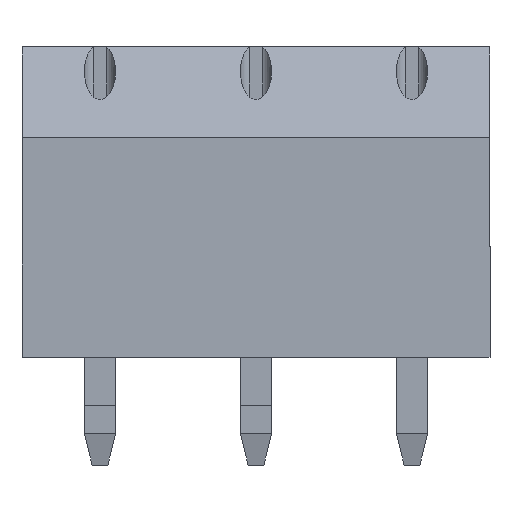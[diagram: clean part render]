
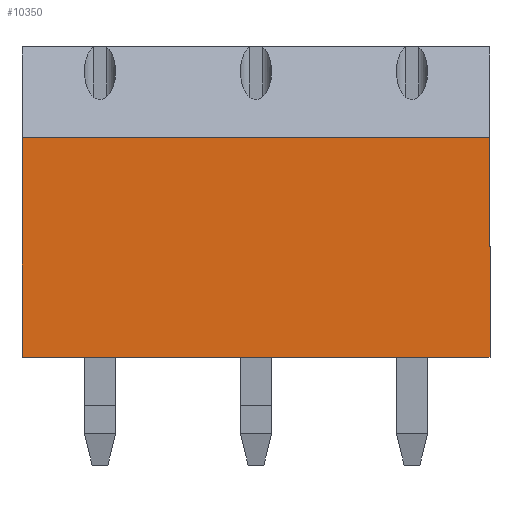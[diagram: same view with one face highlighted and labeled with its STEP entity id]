
A CAD part, left-side view. The second image highlights one B-rep face of the part: STEP entity #10350.
In plain terms, the highlighted planar face has unit normal (-1, 0, 0).
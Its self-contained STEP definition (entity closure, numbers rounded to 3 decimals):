
#1075 = EDGE_CURVE('',#1076,#1078,#1080,.T.);
#1076 = VERTEX_POINT('',#1077);
#1077 = CARTESIAN_POINT('',(14.725,1.55,15.));
#1078 = VERTEX_POINT('',#1079);
#1079 = CARTESIAN_POINT('',(14.725,8.6,15.));
#1080 = SURFACE_CURVE('',#1081,(#1085,#1097),.PCURVE_S1.);
#1081 = LINE('',#1082,#1083);
#1082 = CARTESIAN_POINT('',(14.725,1.6,15.));
#1083 = VECTOR('',#1084,1.);
#1084 = DIRECTION('',(0.,1.,-0.));
#1085 = PCURVE('',#1086,#1091);
#1086 = PLANE('',#1087);
#1087 = AXIS2_PLACEMENT_3D('',#1088,#1089,#1090);
#1088 = CARTESIAN_POINT('',(18.925,1.6,15.));
#1089 = DIRECTION('',(0.,-0.,-1.));
#1090 = DIRECTION('',(0.,1.,-0.));
#1091 = DEFINITIONAL_REPRESENTATION('',(#1092),#1096);
#1092 = LINE('',#1093,#1094);
#1093 = CARTESIAN_POINT('',(0.,-4.2));
#1094 = VECTOR('',#1095,1.);
#1095 = DIRECTION('',(1.,0.));
#1096 = ( GEOMETRIC_REPRESENTATION_CONTEXT(2) 
PARAMETRIC_REPRESENTATION_CONTEXT() REPRESENTATION_CONTEXT('2D SPACE',''
  ) );
#1097 = PCURVE('',#1098,#1103);
#1098 = PLANE('',#1099);
#1099 = AXIS2_PLACEMENT_3D('',#1100,#1101,#1102);
#1100 = CARTESIAN_POINT('',(14.725,1.6,10.));
#1101 = DIRECTION('',(1.,-0.,0.));
#1102 = DIRECTION('',(0.,-0.,-1.));
#1103 = DEFINITIONAL_REPRESENTATION('',(#1104),#1108);
#1104 = LINE('',#1105,#1106);
#1105 = CARTESIAN_POINT('',(-5.,0.));
#1106 = VECTOR('',#1107,1.);
#1107 = DIRECTION('',(-0.,1.));
#1108 = ( GEOMETRIC_REPRESENTATION_CONTEXT(2) 
PARAMETRIC_REPRESENTATION_CONTEXT() REPRESENTATION_CONTEXT('2D SPACE',''
  ) );
#1126 = PLANE('',#1127);
#1127 = AXIS2_PLACEMENT_3D('',#1128,#1129,#1130);
#1128 = CARTESIAN_POINT('',(0.,1.55,0.));
#1129 = DIRECTION('',(0.,1.,0.));
#1130 = DIRECTION('',(0.,-0.,1.));
#1287 = PLANE('',#1288);
#1288 = AXIS2_PLACEMENT_3D('',#1289,#1290,#1291);
#1289 = CARTESIAN_POINT('',(12.743,5.096,10.));
#1290 = DIRECTION('',(-0.87,0.492,0.));
#1291 = DIRECTION('',(0.,0.,1.));
#9477 = PLANE('',#9478);
#9478 = AXIS2_PLACEMENT_3D('',#9479,#9480,#9481);
#9479 = CARTESIAN_POINT('',(14.725,67.081,0.));
#9480 = DIRECTION('',(0.,0.,-1.));
#9481 = DIRECTION('',(-1.,0.,0.));
#9538 = VERTEX_POINT('',#9539);
#9539 = CARTESIAN_POINT('',(14.725,8.6,0.));
#9560 = EDGE_CURVE('',#9538,#1078,#9561,.T.);
#9561 = SURFACE_CURVE('',#9562,(#9566,#9573),.PCURVE_S1.);
#9562 = LINE('',#9563,#9564);
#9563 = CARTESIAN_POINT('',(14.725,8.6,10.));
#9564 = VECTOR('',#9565,1.);
#9565 = DIRECTION('',(0.,0.,1.));
#9566 = PCURVE('',#1287,#9567);
#9567 = DEFINITIONAL_REPRESENTATION('',(#9568),#9572);
#9568 = LINE('',#9569,#9570);
#9569 = CARTESIAN_POINT('',(0.,4.026));
#9570 = VECTOR('',#9571,1.);
#9571 = DIRECTION('',(1.,0.));
#9572 = ( GEOMETRIC_REPRESENTATION_CONTEXT(2) 
PARAMETRIC_REPRESENTATION_CONTEXT() REPRESENTATION_CONTEXT('2D SPACE',''
  ) );
#9573 = PCURVE('',#1098,#9574);
#9574 = DEFINITIONAL_REPRESENTATION('',(#9575),#9579);
#9575 = LINE('',#9576,#9577);
#9576 = CARTESIAN_POINT('',(-0.,7.));
#9577 = VECTOR('',#9578,1.);
#9578 = DIRECTION('',(-1.,0.));
#9579 = ( GEOMETRIC_REPRESENTATION_CONTEXT(2) 
PARAMETRIC_REPRESENTATION_CONTEXT() REPRESENTATION_CONTEXT('2D SPACE',''
  ) );
#9784 = VERTEX_POINT('',#9785);
#9785 = CARTESIAN_POINT('',(14.725,1.55,0.));
#9806 = EDGE_CURVE('',#9784,#9538,#9807,.T.);
#9807 = SURFACE_CURVE('',#9808,(#9812,#9819),.PCURVE_S1.);
#9808 = LINE('',#9809,#9810);
#9809 = CARTESIAN_POINT('',(14.725,1.6,0.));
#9810 = VECTOR('',#9811,1.);
#9811 = DIRECTION('',(0.,1.,0.));
#9812 = PCURVE('',#9477,#9813);
#9813 = DEFINITIONAL_REPRESENTATION('',(#9814),#9818);
#9814 = LINE('',#9815,#9816);
#9815 = CARTESIAN_POINT('',(-0.,-65.481));
#9816 = VECTOR('',#9817,1.);
#9817 = DIRECTION('',(0.,1.));
#9818 = ( GEOMETRIC_REPRESENTATION_CONTEXT(2) 
PARAMETRIC_REPRESENTATION_CONTEXT() REPRESENTATION_CONTEXT('2D SPACE',''
  ) );
#9819 = PCURVE('',#1098,#9820);
#9820 = DEFINITIONAL_REPRESENTATION('',(#9821),#9825);
#9821 = LINE('',#9822,#9823);
#9822 = CARTESIAN_POINT('',(10.,0.));
#9823 = VECTOR('',#9824,1.);
#9824 = DIRECTION('',(-0.,1.));
#9825 = ( GEOMETRIC_REPRESENTATION_CONTEXT(2) 
PARAMETRIC_REPRESENTATION_CONTEXT() REPRESENTATION_CONTEXT('2D SPACE',''
  ) );
#10201 = EDGE_CURVE('',#9784,#1076,#10202,.T.);
#10202 = SURFACE_CURVE('',#10203,(#10207,#10214),.PCURVE_S1.);
#10203 = LINE('',#10204,#10205);
#10204 = CARTESIAN_POINT('',(14.725,1.55,0.));
#10205 = VECTOR('',#10206,1.);
#10206 = DIRECTION('',(0.,0.,1.));
#10207 = PCURVE('',#1126,#10208);
#10208 = DEFINITIONAL_REPRESENTATION('',(#10209),#10213);
#10209 = LINE('',#10210,#10211);
#10210 = CARTESIAN_POINT('',(0.,14.725));
#10211 = VECTOR('',#10212,1.);
#10212 = DIRECTION('',(1.,0.));
#10213 = ( GEOMETRIC_REPRESENTATION_CONTEXT(2) 
PARAMETRIC_REPRESENTATION_CONTEXT() REPRESENTATION_CONTEXT('2D SPACE',''
  ) );
#10214 = PCURVE('',#1098,#10215);
#10215 = DEFINITIONAL_REPRESENTATION('',(#10216),#10220);
#10216 = LINE('',#10217,#10218);
#10217 = CARTESIAN_POINT('',(10.,-0.05));
#10218 = VECTOR('',#10219,1.);
#10219 = DIRECTION('',(-1.,0.));
#10220 = ( GEOMETRIC_REPRESENTATION_CONTEXT(2) 
PARAMETRIC_REPRESENTATION_CONTEXT() REPRESENTATION_CONTEXT('2D SPACE',''
  ) );
#10350 = ADVANCED_FACE('',(#10351),#1098,.F.);
#10351 = FACE_BOUND('',#10352,.T.);
#10352 = EDGE_LOOP('',(#10353,#10354,#10355,#10356));
#10353 = ORIENTED_EDGE('',*,*,#9806,.F.);
#10354 = ORIENTED_EDGE('',*,*,#10201,.T.);
#10355 = ORIENTED_EDGE('',*,*,#1075,.T.);
#10356 = ORIENTED_EDGE('',*,*,#9560,.F.);
